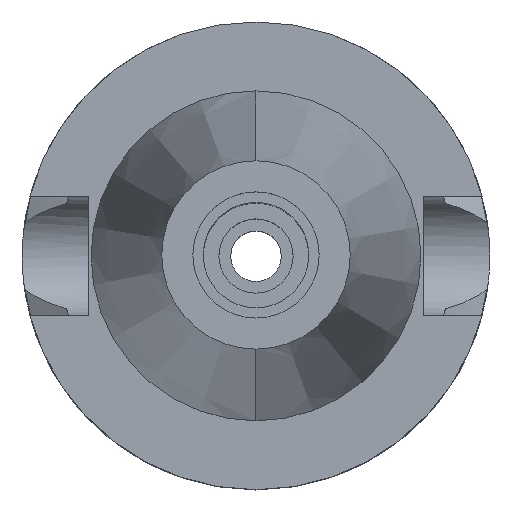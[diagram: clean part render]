
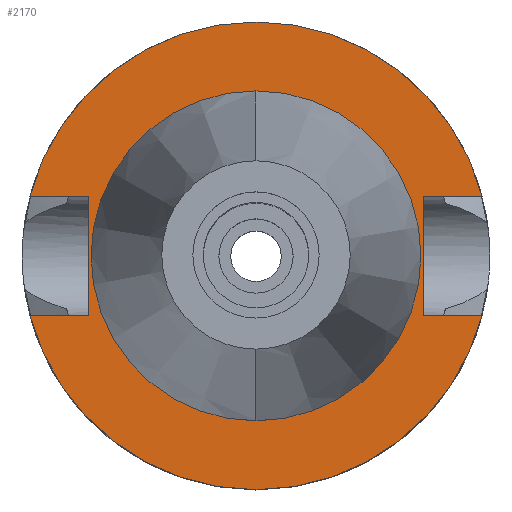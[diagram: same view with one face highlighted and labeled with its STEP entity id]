
A CAD part, top view. The second image highlights one B-rep face of the part: STEP entity #2170.
In plain terms, the highlighted planar face has unit normal (0, 0, 1).
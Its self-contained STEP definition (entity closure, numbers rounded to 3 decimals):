
#94=DIRECTION('',(0.,1.,0.));
#95=VECTOR('',#94,16.1);
#96=CARTESIAN_POINT('',(-22.5,-8.05,-1.));
#97=LINE('',#96,#95);
#101=DIRECTION('',(-1.,0.,0.));
#102=VECTOR('',#101,7.954);
#103=CARTESIAN_POINT('',(-22.5,8.05,-1.));
#104=LINE('',#103,#102);
#108=CARTESIAN_POINT('',(0.,0.,-1.));
#109=DIRECTION('',(0.,0.,-1.));
#110=DIRECTION('',(-0.967,0.256,0.));
#111=AXIS2_PLACEMENT_3D('',#108,#109,#110);
#116=CARTESIAN_POINT('',(0.,0.,-1.));
#117=DIRECTION('',(0.,0.,-1.));
#118=DIRECTION('',(0.,1.,0.));
#119=AXIS2_PLACEMENT_3D('',#116,#117,#118);
#124=DIRECTION('',(0.,-1.,0.));
#125=VECTOR('',#124,16.1);
#126=CARTESIAN_POINT('',(22.5,8.05,-1.));
#127=LINE('',#126,#125);
#131=DIRECTION('',(1.,0.,0.));
#132=VECTOR('',#131,7.954);
#133=CARTESIAN_POINT('',(22.5,-8.05,-1.));
#134=LINE('',#133,#132);
#138=CARTESIAN_POINT('',(0.,0.,-1.));
#139=DIRECTION('',(0.,0.,-1.));
#140=DIRECTION('',(0.967,-0.256,0.));
#141=AXIS2_PLACEMENT_3D('',#138,#139,#140);
#146=CARTESIAN_POINT('',(0.,0.,-1.));
#147=DIRECTION('',(0.,0.,-1.));
#148=DIRECTION('',(0.,-1.,0.));
#149=AXIS2_PLACEMENT_3D('',#146,#147,#148);
#154=CARTESIAN_POINT('',(0.,0.,-1.));
#155=DIRECTION('',(0.,0.,1.));
#156=DIRECTION('',(0.,-1.,0.));
#157=AXIS2_PLACEMENT_3D('',#154,#155,#156);
#162=CARTESIAN_POINT('',(0.,0.,-1.));
#163=DIRECTION('',(0.,0.,1.));
#164=DIRECTION('',(0.,1.,0.));
#165=AXIS2_PLACEMENT_3D('',#162,#163,#164);
#200=DIRECTION('',(-1.,0.,0.));
#201=VECTOR('',#200,7.954);
#202=CARTESIAN_POINT('',(-22.5,-8.05,-1.));
#203=LINE('',#202,#201);
#337=DIRECTION('',(1.,0.,0.));
#338=VECTOR('',#337,7.954);
#339=CARTESIAN_POINT('',(22.5,8.05,-1.));
#340=LINE('',#339,#338);
#2003=CARTESIAN_POINT('',(-22.5,-8.05,-1.));
#2004=VERTEX_POINT('',#2003);
#2005=CARTESIAN_POINT('',(-30.454,-8.05,-1.));
#2006=VERTEX_POINT('',#2005);
#2009=CARTESIAN_POINT('',(-22.5,8.05,-1.));
#2010=VERTEX_POINT('',#2009);
#2011=CARTESIAN_POINT('',(-30.454,8.05,-1.));
#2012=VERTEX_POINT('',#2011);
#2013=CARTESIAN_POINT('',(0.,31.5,-1.));
#2014=CARTESIAN_POINT('',(30.454,8.05,-1.));
#2015=VERTEX_POINT('',#2013);
#2016=VERTEX_POINT('',#2014);
#2017=CARTESIAN_POINT('',(22.5,8.05,-1.));
#2018=VERTEX_POINT('',#2017);
#2019=CARTESIAN_POINT('',(22.5,-8.05,-1.));
#2020=VERTEX_POINT('',#2019);
#2021=CARTESIAN_POINT('',(30.454,-8.05,-1.));
#2022=VERTEX_POINT('',#2021);
#2023=CARTESIAN_POINT('',(0.,-31.5,-1.));
#2024=VERTEX_POINT('',#2023);
#2025=CARTESIAN_POINT('',(0.,-22.225,-1.));
#2026=CARTESIAN_POINT('',(0.,22.225,-1.));
#2027=VERTEX_POINT('',#2025);
#2028=VERTEX_POINT('',#2026);
#2139=CARTESIAN_POINT('',(0.,0.,-1.));
#2140=DIRECTION('',(0.,0.,-1.));
#2141=DIRECTION('',(0.,-1.,0.));
#2142=AXIS2_PLACEMENT_3D('',#2139,#2140,#2141);
#2143=PLANE('',#2142);
#2145=ORIENTED_EDGE('',*,*,#2144,.T.);
#2147=ORIENTED_EDGE('',*,*,#2146,.T.);
#2149=ORIENTED_EDGE('',*,*,#2148,.T.);
#2151=ORIENTED_EDGE('',*,*,#2150,.T.);
#2153=ORIENTED_EDGE('',*,*,#2152,.F.);
#2155=ORIENTED_EDGE('',*,*,#2154,.T.);
#2157=ORIENTED_EDGE('',*,*,#2156,.T.);
#2159=ORIENTED_EDGE('',*,*,#2158,.T.);
#2161=ORIENTED_EDGE('',*,*,#2160,.T.);
#2163=ORIENTED_EDGE('',*,*,#2162,.F.);
#2164=EDGE_LOOP('',(#2145,#2147,#2149,#2151,#2153,#2155,#2157,#2159,#2161,
#2163));
#2165=FACE_OUTER_BOUND('',#2164,.F.);
#2166=ORIENTED_EDGE('',*,*,#2118,.T.);
#2167=ORIENTED_EDGE('',*,*,#2134,.T.);
#2168=EDGE_LOOP('',(#2166,#2167));
#2169=FACE_BOUND('',#2168,.F.);
#112=CIRCLE('',#111,31.5);
#120=CIRCLE('',#119,31.5);
#142=CIRCLE('',#141,31.5);
#150=CIRCLE('',#149,31.5);
#158=CIRCLE('',#157,22.225);
#166=CIRCLE('',#165,22.225);
#2118=EDGE_CURVE('',#2027,#2028,#158,.T.);
#2134=EDGE_CURVE('',#2028,#2027,#166,.T.);
#2144=EDGE_CURVE('',#2004,#2010,#97,.T.);
#2146=EDGE_CURVE('',#2010,#2012,#104,.T.);
#2148=EDGE_CURVE('',#2012,#2015,#112,.T.);
#2150=EDGE_CURVE('',#2015,#2016,#120,.T.);
#2152=EDGE_CURVE('',#2018,#2016,#340,.T.);
#2154=EDGE_CURVE('',#2018,#2020,#127,.T.);
#2156=EDGE_CURVE('',#2020,#2022,#134,.T.);
#2158=EDGE_CURVE('',#2022,#2024,#142,.T.);
#2160=EDGE_CURVE('',#2024,#2006,#150,.T.);
#2162=EDGE_CURVE('',#2004,#2006,#203,.T.);
#2170=ADVANCED_FACE('',(#2165,#2169),#2143,.F.);
